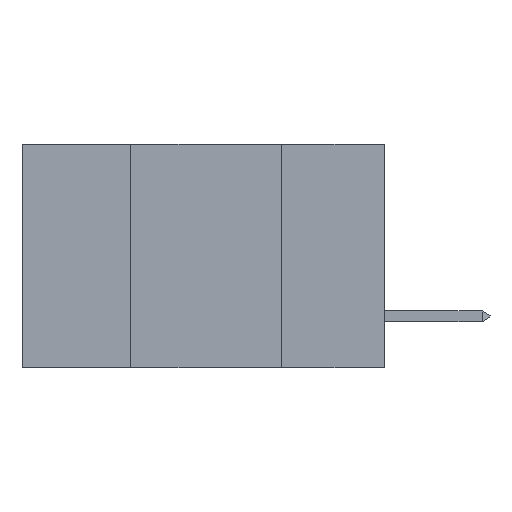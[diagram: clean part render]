
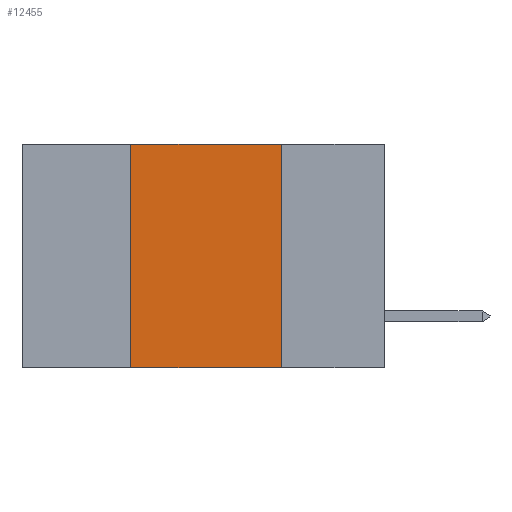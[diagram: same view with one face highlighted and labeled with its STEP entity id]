
A CAD part, left-side view. The second image highlights one B-rep face of the part: STEP entity #12455.
In plain terms, the highlighted planar face has unit normal (-1, 0, 0).
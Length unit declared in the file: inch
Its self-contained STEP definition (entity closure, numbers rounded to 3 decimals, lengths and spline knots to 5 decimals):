
#636 = CARTESIAN_POINT ( 'NONE',  ( 0., 0.6, -0.37 ) ) ;
#954 = VERTEX_POINT ( 'NONE', #21808 ) ;
#1714 = LINE ( 'NONE', #14915, #8596 ) ;
#3341 = LINE ( 'NONE', #8975, #11356 ) ;
#3676 = DIRECTION ( 'NONE',  ( 0., 0., 1. ) ) ;
#4629 = EDGE_CURVE ( 'NONE', #14742, #954, #29480, .T. ) ;
#5249 = PLANE ( 'NONE',  #16716 ) ;
#5599 = DIRECTION ( 'NONE',  ( 1., 0., 0. ) ) ;
#7510 = DIRECTION ( 'NONE',  ( 0., 0., -1. ) ) ;
#8372 = VECTOR ( 'NONE', #26847, 39.37008 ) ;
#8596 = VECTOR ( 'NONE', #7510, 39.37008 ) ;
#8975 = CARTESIAN_POINT ( 'NONE',  ( 0., 0.42, 0. ) ) ;
#9119 = LINE ( 'NONE', #23157, #17347 ) ;
#9724 = EDGE_LOOP ( 'NONE', ( #28857, #15221, #13122, #14875 ) ) ;
#11356 = VECTOR ( 'NONE', #3676, 39.37008 ) ;
#12455 = ADVANCED_FACE ( 'NONE', ( #31970 ), #5249, .F. ) ;
#13122 = ORIENTED_EDGE ( 'NONE', *, *, #31874, .F. ) ;
#14742 = VERTEX_POINT ( 'NONE', #17270 ) ;
#14858 = VERTEX_POINT ( 'NONE', #22879 ) ;
#14875 = ORIENTED_EDGE ( 'NONE', *, *, #4629, .T. ) ;
#14915 = CARTESIAN_POINT ( 'NONE',  ( 0., 0.17, 0. ) ) ;
#15221 = ORIENTED_EDGE ( 'NONE', *, *, #27600, .F. ) ;
#15976 = DIRECTION ( 'NONE',  ( 0., 0., -1. ) ) ;
#16162 = CARTESIAN_POINT ( 'NONE',  ( 0., 0.6, 0. ) ) ;
#16539 = EDGE_CURVE ( 'NONE', #14858, #954, #1714, .T. ) ;
#16716 = AXIS2_PLACEMENT_3D ( 'NONE', #16162, #5599, #15976 ) ;
#17270 = CARTESIAN_POINT ( 'NONE',  ( 0., 0.42, -0.37 ) ) ;
#17347 = VECTOR ( 'NONE', #27746, 39.37008 ) ;
#20643 = CARTESIAN_POINT ( 'NONE',  ( 0., 0.42, 0. ) ) ;
#21808 = CARTESIAN_POINT ( 'NONE',  ( 0., 0.17, -0.37 ) ) ;
#22879 = CARTESIAN_POINT ( 'NONE',  ( 0., 0.17, 0. ) ) ;
#23157 = CARTESIAN_POINT ( 'NONE',  ( 0., 0.6, 0. ) ) ;
#26847 = DIRECTION ( 'NONE',  ( 0., -1., 0. ) ) ;
#27600 = EDGE_CURVE ( 'NONE', #34026, #14858, #9119, .T. ) ;
#27746 = DIRECTION ( 'NONE',  ( 0., -1., 0. ) ) ;
#28857 = ORIENTED_EDGE ( 'NONE', *, *, #16539, .F. ) ;
#29480 = LINE ( 'NONE', #636, #8372 ) ;
#31874 = EDGE_CURVE ( 'NONE', #14742, #34026, #3341, .T. ) ;
#31970 = FACE_OUTER_BOUND ( 'NONE', #9724, .T. ) ;
#34026 = VERTEX_POINT ( 'NONE', #20643 ) ;
